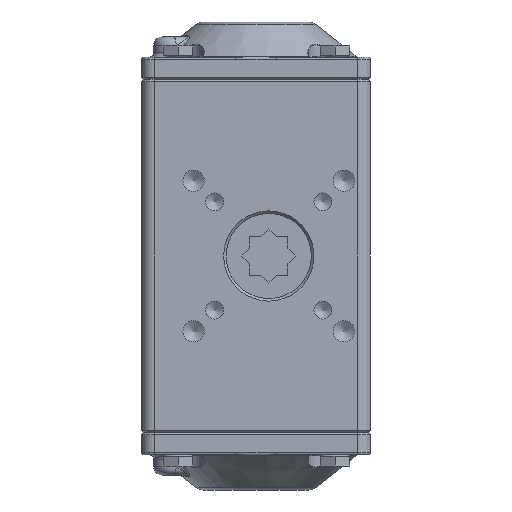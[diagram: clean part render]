
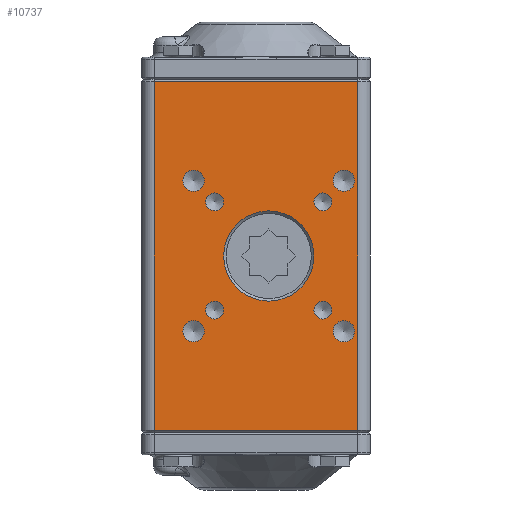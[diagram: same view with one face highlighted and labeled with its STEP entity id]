
A CAD part, front view. The second image highlights one B-rep face of the part: STEP entity #10737.
In plain terms, the highlighted planar face has unit normal (0, -1, 0).
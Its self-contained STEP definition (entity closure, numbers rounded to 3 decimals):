
#201=PLANE('',#11722);
#539=LINE('',#17257,#1150);
#540=LINE('',#17263,#1151);
#541=LINE('',#17266,#1152);
#542=LINE('',#17267,#1153);
#1150=VECTOR('',#13415,1000.);
#1151=VECTOR('',#13422,1000.);
#1152=VECTOR('',#13423,1000.);
#1153=VECTOR('',#13424,1000.);
#2805=ORIENTED_EDGE('',*,*,#5874,.F.);
#2806=ORIENTED_EDGE('',*,*,#5875,.T.);
#2807=ORIENTED_EDGE('',*,*,#5871,.T.);
#2808=ORIENTED_EDGE('',*,*,#5876,.T.);
#2809=ORIENTED_EDGE('',*,*,#5647,.F.);
#2810=ORIENTED_EDGE('',*,*,#5649,.F.);
#2811=ORIENTED_EDGE('',*,*,#5651,.F.);
#2812=ORIENTED_EDGE('',*,*,#5653,.F.);
#2813=ORIENTED_EDGE('',*,*,#5655,.F.);
#2814=ORIENTED_EDGE('',*,*,#5657,.F.);
#2815=ORIENTED_EDGE('',*,*,#5659,.F.);
#2816=ORIENTED_EDGE('',*,*,#5661,.F.);
#2817=ORIENTED_EDGE('',*,*,#5663,.T.);
#5647=EDGE_CURVE('',#7240,#7240,#8202,.T.);
#5649=EDGE_CURVE('',#7243,#7243,#8204,.T.);
#5651=EDGE_CURVE('',#7246,#7246,#8206,.T.);
#5653=EDGE_CURVE('',#7249,#7249,#8208,.T.);
#5655=EDGE_CURVE('',#7252,#7252,#8210,.T.);
#5657=EDGE_CURVE('',#7255,#7255,#8212,.T.);
#5659=EDGE_CURVE('',#7258,#7258,#8214,.T.);
#5661=EDGE_CURVE('',#7261,#7261,#8216,.T.);
#5663=EDGE_CURVE('',#7264,#7264,#8218,.T.);
#5871=EDGE_CURVE('',#7430,#7431,#539,.T.);
#5874=EDGE_CURVE('',#7432,#7433,#540,.T.);
#5875=EDGE_CURVE('',#7432,#7430,#541,.T.);
#5876=EDGE_CURVE('',#7431,#7433,#542,.T.);
#7240=VERTEX_POINT('',#16509);
#7243=VERTEX_POINT('',#16516);
#7246=VERTEX_POINT('',#16523);
#7249=VERTEX_POINT('',#16530);
#7252=VERTEX_POINT('',#16537);
#7255=VERTEX_POINT('',#16544);
#7258=VERTEX_POINT('',#16551);
#7261=VERTEX_POINT('',#16558);
#7264=VERTEX_POINT('',#16565);
#7430=VERTEX_POINT('',#17258);
#7431=VERTEX_POINT('',#17259);
#7432=VERTEX_POINT('',#17264);
#7433=VERTEX_POINT('',#17265);
#8202=CIRCLE('',#11543,2.5);
#8204=CIRCLE('',#11547,2.5);
#8206=CIRCLE('',#11551,2.5);
#8208=CIRCLE('',#11555,2.5);
#8210=CIRCLE('',#11559,2.1);
#8212=CIRCLE('',#11563,2.1);
#8214=CIRCLE('',#11567,2.1);
#8216=CIRCLE('',#11571,2.1);
#8218=CIRCLE('',#11575,10.6);
#8926=EDGE_LOOP('',(#2805,#2806,#2807,#2808));
#8927=EDGE_LOOP('',(#2809));
#8928=EDGE_LOOP('',(#2810));
#8929=EDGE_LOOP('',(#2811));
#8930=EDGE_LOOP('',(#2812));
#8931=EDGE_LOOP('',(#2813));
#8932=EDGE_LOOP('',(#2814));
#8933=EDGE_LOOP('',(#2815));
#8934=EDGE_LOOP('',(#2816));
#8935=EDGE_LOOP('',(#2817));
#9811=FACE_BOUND('',#8926,.T.);
#9812=FACE_BOUND('',#8927,.T.);
#9813=FACE_BOUND('',#8928,.T.);
#9814=FACE_BOUND('',#8929,.T.);
#9815=FACE_BOUND('',#8930,.T.);
#9816=FACE_BOUND('',#8931,.T.);
#9817=FACE_BOUND('',#8932,.T.);
#9818=FACE_BOUND('',#8933,.T.);
#9819=FACE_BOUND('',#8934,.T.);
#9820=FACE_BOUND('',#8935,.T.);
#10737=ADVANCED_FACE('',(#9811,#9812,#9813,#9814,#9815,#9816,#9817,#9818,
#9819,#9820),#201,.F.);
#11543=AXIS2_PLACEMENT_3D('',#16508,#12978,#12979);
#11547=AXIS2_PLACEMENT_3D('',#16515,#12986,#12987);
#11551=AXIS2_PLACEMENT_3D('',#16522,#12994,#12995);
#11555=AXIS2_PLACEMENT_3D('',#16529,#13002,#13003);
#11559=AXIS2_PLACEMENT_3D('',#16536,#13010,#13011);
#11563=AXIS2_PLACEMENT_3D('',#16543,#13018,#13019);
#11567=AXIS2_PLACEMENT_3D('',#16550,#13026,#13027);
#11571=AXIS2_PLACEMENT_3D('',#16557,#13034,#13035);
#11575=AXIS2_PLACEMENT_3D('',#16564,#13042,#13043);
#11722=AXIS2_PLACEMENT_3D('',#17262,#13420,#13421);
#12978=DIRECTION('',(0.,-1.,0.));
#12979=DIRECTION('',(0.,0.,-1.));
#12986=DIRECTION('',(0.,-1.,0.));
#12987=DIRECTION('',(0.,0.,-1.));
#12994=DIRECTION('',(0.,-1.,0.));
#12995=DIRECTION('',(0.,0.,-1.));
#13002=DIRECTION('',(0.,-1.,0.));
#13003=DIRECTION('',(0.,0.,-1.));
#13010=DIRECTION('',(0.,-1.,0.));
#13011=DIRECTION('',(0.,0.,-1.));
#13018=DIRECTION('',(0.,-1.,0.));
#13019=DIRECTION('',(0.,0.,-1.));
#13026=DIRECTION('',(0.,-1.,0.));
#13027=DIRECTION('',(0.,0.,-1.));
#13034=DIRECTION('',(0.,-1.,0.));
#13035=DIRECTION('',(0.,0.,-1.));
#13042=DIRECTION('',(0.,1.,0.));
#13043=DIRECTION('',(0.,0.,1.));
#13415=DIRECTION('',(0.,0.,-1.));
#13420=DIRECTION('',(0.,1.,0.));
#13421=DIRECTION('',(1.,0.,0.));
#13422=DIRECTION('',(0.,0.,-1.));
#13423=DIRECTION('',(-1.,0.,0.));
#13424=DIRECTION('',(1.,0.,0.));
#16508=CARTESIAN_POINT('',(-17.678,-23.9,17.678));
#16509=CARTESIAN_POINT('',(-17.678,-23.9,15.178));
#16515=CARTESIAN_POINT('',(17.678,-23.9,17.678));
#16516=CARTESIAN_POINT('',(17.678,-23.9,15.178));
#16522=CARTESIAN_POINT('',(17.678,-23.9,-17.678));
#16523=CARTESIAN_POINT('',(17.678,-23.9,-20.178));
#16529=CARTESIAN_POINT('',(-17.678,-23.9,-17.678));
#16530=CARTESIAN_POINT('',(-17.678,-23.9,-20.178));
#16536=CARTESIAN_POINT('',(-12.728,-23.9,12.728));
#16537=CARTESIAN_POINT('',(-12.728,-23.9,10.628));
#16543=CARTESIAN_POINT('',(12.728,-23.9,12.728));
#16544=CARTESIAN_POINT('',(12.728,-23.9,10.628));
#16550=CARTESIAN_POINT('',(12.728,-23.9,-12.728));
#16551=CARTESIAN_POINT('',(12.728,-23.9,-14.828));
#16557=CARTESIAN_POINT('',(-12.728,-23.9,-12.728));
#16558=CARTESIAN_POINT('',(-12.728,-23.9,-14.828));
#16564=CARTESIAN_POINT('',(0.,-23.9,0.));
#16565=CARTESIAN_POINT('',(0.,-23.9,10.6));
#17257=CARTESIAN_POINT('',(-26.9,-23.9,41.5));
#17258=CARTESIAN_POINT('',(-26.9,-23.9,40.9));
#17259=CARTESIAN_POINT('',(-26.9,-23.9,-40.9));
#17262=CARTESIAN_POINT('',(-26.9,-23.9,41.5));
#17263=CARTESIAN_POINT('',(20.9,-23.9,41.5));
#17264=CARTESIAN_POINT('',(20.9,-23.9,40.9));
#17265=CARTESIAN_POINT('',(20.9,-23.9,-40.9));
#17266=CARTESIAN_POINT('',(-26.9,-23.9,40.9));
#17267=CARTESIAN_POINT('',(-26.9,-23.9,-40.9));
